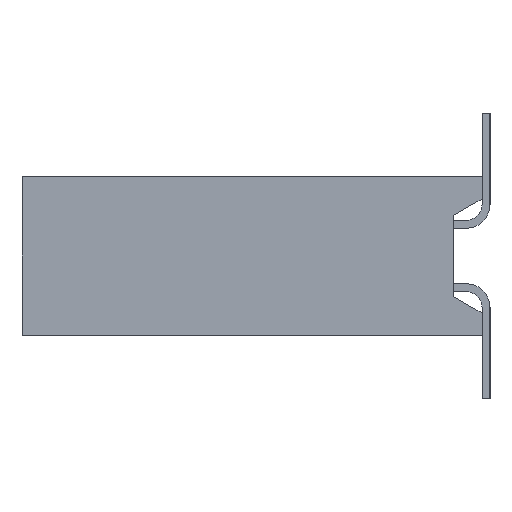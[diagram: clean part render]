
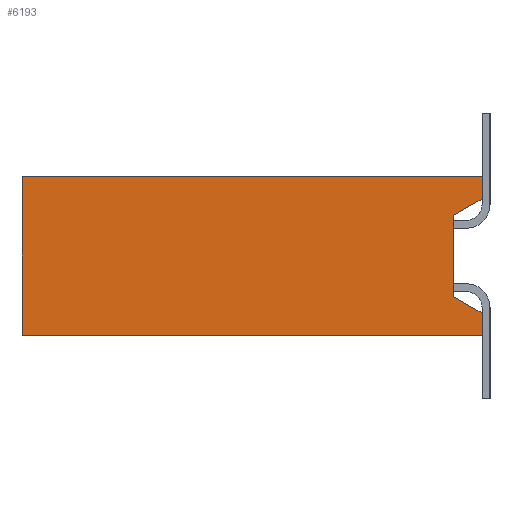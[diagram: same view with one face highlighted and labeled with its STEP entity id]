
A CAD part, left-side view. The second image highlights one B-rep face of the part: STEP entity #6193.
In plain terms, the highlighted planar face has unit normal (-1, 0, 0).
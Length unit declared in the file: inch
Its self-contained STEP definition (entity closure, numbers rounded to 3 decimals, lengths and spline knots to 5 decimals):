
#1105=ORIENTED_EDGE('',*,*,#2505,.F.);
#1106=ORIENTED_EDGE('',*,*,#2367,.T.);
#1107=ORIENTED_EDGE('',*,*,#2433,.F.);
#1108=ORIENTED_EDGE('',*,*,#2163,.F.);
#1109=ORIENTED_EDGE('',*,*,#2429,.T.);
#1110=ORIENTED_EDGE('',*,*,#2399,.T.);
#1111=ORIENTED_EDGE('',*,*,#2529,.F.);
#1112=ORIENTED_EDGE('',*,*,#2530,.F.);
#2163=EDGE_CURVE('',#2973,#2974,#3625,.T.);
#2367=EDGE_CURVE('',#3122,#3121,#3829,.T.);
#2399=EDGE_CURVE('',#3154,#3153,#3861,.T.);
#2429=EDGE_CURVE('',#2973,#3154,#3891,.T.);
#2433=EDGE_CURVE('',#2974,#3121,#3895,.T.);
#2505=EDGE_CURVE('',#3122,#3226,#3967,.T.);
#2529=EDGE_CURVE('',#3242,#3153,#3991,.T.);
#2530=EDGE_CURVE('',#3226,#3242,#3992,.T.);
#2973=VERTEX_POINT('',#8828);
#2974=VERTEX_POINT('',#8830);
#3121=VERTEX_POINT('',#9237);
#3122=VERTEX_POINT('',#9239);
#3153=VERTEX_POINT('',#9309);
#3154=VERTEX_POINT('',#9311);
#3226=VERTEX_POINT('',#9497);
#3242=VERTEX_POINT('',#9546);
#3625=LINE('',#8829,#4491);
#3829=LINE('',#9238,#4695);
#3861=LINE('',#9310,#4727);
#3891=LINE('',#9356,#4757);
#3895=LINE('',#9362,#4761);
#3967=LINE('',#9499,#4833);
#3991=LINE('',#9547,#4857);
#3992=LINE('',#9549,#4858);
#4491=VECTOR('',#7188,39.37008);
#4695=VECTOR('',#7506,39.37008);
#4727=VECTOR('',#7554,39.37008);
#4757=VECTOR('',#7586,39.37008);
#4761=VECTOR('',#7592,39.37008);
#4833=VECTOR('',#7680,39.37008);
#4857=VECTOR('',#7720,39.37008);
#4858=VECTOR('',#7723,39.37008);
#5266=EDGE_LOOP('',(#1105,#1106,#1107,#1108,#1109,#1110,#1111,#1112));
#5594=FACE_BOUND('',#5266,.T.);
#5890=PLANE('',#6551);
#6193=ADVANCED_FACE('',(#5594),#5890,.F.);
#6551=AXIS2_PLACEMENT_3D('',#9548,#7721,#7722);
#7188=DIRECTION('',(0.,0.,1.));
#7506=DIRECTION('',(0.,0.,1.));
#7554=DIRECTION('',(0.,0.,1.));
#7586=DIRECTION('',(0.,-1.,0.));
#7592=DIRECTION('',(0.,-1.,0.));
#7680=DIRECTION('',(0.,0.866,-0.5));
#7720=DIRECTION('',(0.,-0.866,-0.5));
#7721=DIRECTION('',(1.,0.,0.));
#7722=DIRECTION('',(0.,0.,-1.));
#7723=DIRECTION('',(0.,0.,-1.));
#8828=CARTESIAN_POINT('',(-0.35,0.29,-0.05));
#8829=CARTESIAN_POINT('',(-0.35,0.29,-0.05));
#8830=CARTESIAN_POINT('',(-0.35,0.29,0.05));
#9237=CARTESIAN_POINT('',(-0.35,0.,0.05));
#9238=CARTESIAN_POINT('',(-0.35,0.,-0.05));
#9239=CARTESIAN_POINT('',(-0.35,0.,0.036));
#9309=CARTESIAN_POINT('',(-0.35,0.,-0.036));
#9310=CARTESIAN_POINT('',(-0.35,0.,-0.05));
#9311=CARTESIAN_POINT('',(-0.35,0.,-0.05));
#9356=CARTESIAN_POINT('',(-0.35,0.29,-0.05));
#9362=CARTESIAN_POINT('',(-0.35,0.29,0.05));
#9497=CARTESIAN_POINT('',(-0.35,0.018,0.02561));
#9499=CARTESIAN_POINT('',(-0.35,0.25474,-0.11107));
#9546=CARTESIAN_POINT('',(-0.35,0.018,-0.02561));
#9547=CARTESIAN_POINT('',(-0.35,0.21144,0.08607));
#9548=CARTESIAN_POINT('',(-0.35,0.29,-0.05));
#9549=CARTESIAN_POINT('',(-0.35,0.018,-0.05));
